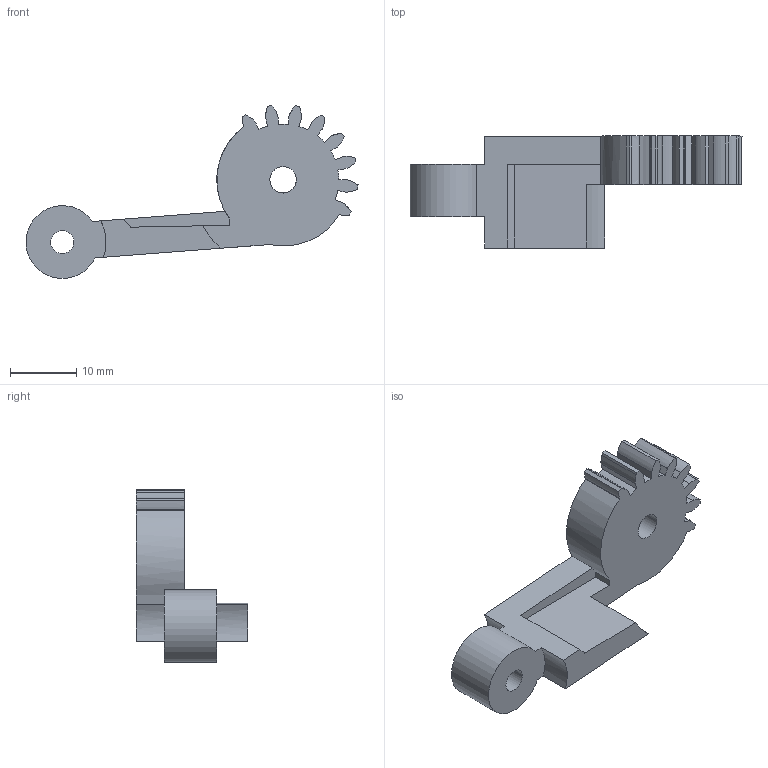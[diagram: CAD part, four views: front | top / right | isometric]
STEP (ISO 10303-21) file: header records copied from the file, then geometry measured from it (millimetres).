
FILE_DESCRIPTION((''),'2;1');
FILE_NAME('ZAHNRAD_LINKS','2025-04-30T03:33:12',('ZOMBULLI'),('CARL ZEISS'),'CREO PARAMETRIC BY PTC INC, 2024014','CREO PARAMETRIC BY PTC INC, 2024014','');
FILE_SCHEMA(('AUTOMOTIVE_DESIGN { 1 0 10303 214 1 1 1 1 }'));
Length unit declared in the file: millimetre
Products named in the file (1): ZAHNRAD_LINKS
Bounding box: 50.1 x 16.89 x 26.09 mm (x, y, z)
Volume: 4259.4 mm3; surface area: 2815.3 mm2
Topology: 1 solids, 1 shells, 87 faces, 261 edges, 176 vertices
Faces by surface type: plane 47, extrusion 21, cylinder 17, cone 2
Entity records: 3603 total; most frequent: CARTESIAN_POINT 1164, ORIENTED_EDGE 522, DIRECTION 419, EDGE_CURVE 261, VECTOR 195, VERTEX_POINT 176, LINE 174, AXIS2_PLACEMENT_3D 112
